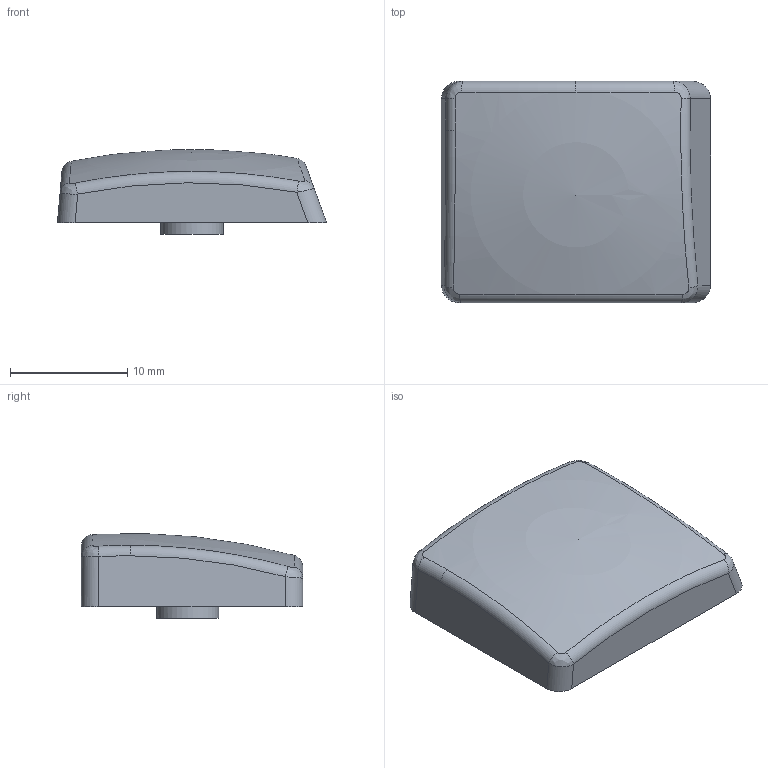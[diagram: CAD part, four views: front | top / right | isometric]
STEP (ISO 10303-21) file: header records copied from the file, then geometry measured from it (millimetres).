
FILE_DESCRIPTION(('HOOPS Exchange Step'),'2;1');
FILE_NAME('temp_export','2024-09-23T17:58:47+02:00',('anaumann'),('Shapr3D Limited'),'HOOPS Exchange 2024.2','Shapr3D','Authorized');
FILE_SCHEMA( ('AP242_MANAGED_MODEL_BASED_3D_ENGINEERING_MIM_LF {1 0 10303 442 1 1 4 }') );
Length unit declared in the file: millimetre
Products named in the file (1): Thumb Smash
Bounding box: 22.94 x 18.88 x 7.25 mm (x, y, z)
Volume: 1742.7 mm3; surface area: 1381.9 mm2
Topology: 1 solids, 1 shells, 69 faces, 170 edges, 105 vertices
Faces by surface type: plane 38, bspline 11, cylinder 9, torus 6, cone 4, sphere 1
Full cylindrical faces by diameter (mm): 5.3 x1
Entity records: 3607 total; most frequent: CARTESIAN_POINT 2047, ORIENTED_EDGE 338, DIRECTION 279, EDGE_CURVE 169, VERTEX_POINT 105, VECTOR 97, LINE 97, AXIS2_PLACEMENT_3D 91
